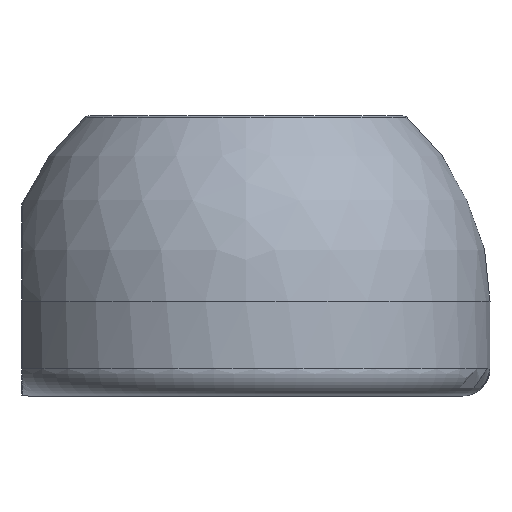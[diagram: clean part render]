
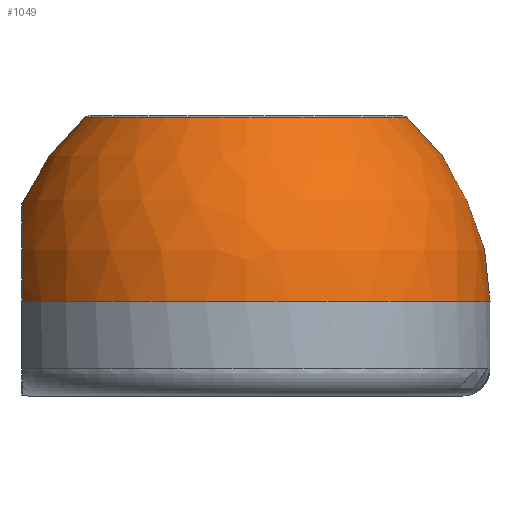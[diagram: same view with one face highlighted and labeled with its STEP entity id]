
A CAD part, left-side view. The second image highlights one B-rep face of the part: STEP entity #1049.
In plain terms, the highlighted spherical face has radius 18 mm.
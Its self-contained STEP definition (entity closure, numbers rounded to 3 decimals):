
#18=SPHERICAL_SURFACE('',#1156,18.);
#250=FACE_OUTER_BOUND('',#307,.T.);
#307=EDGE_LOOP('',(#830,#831,#832,#833,#834,#835,#836,#837,#838));
#354=CIRCLE('',#1099,7.194);
#355=CIRCLE('',#1101,18.);
#356=CIRCLE('',#1102,18.);
#358=CIRCLE('',#1105,9.152);
#374=CIRCLE('',#1134,18.);
#385=CIRCLE('',#1153,11.884);
#387=CIRCLE('',#1155,11.884);
#388=CIRCLE('',#1157,18.);
#437=VERTEX_POINT('',#1634);
#438=VERTEX_POINT('',#1636);
#441=VERTEX_POINT('',#1644);
#442=VERTEX_POINT('',#1646);
#449=VERTEX_POINT('',#1662);
#480=VERTEX_POINT('',#1768);
#481=VERTEX_POINT('',#1769);
#543=EDGE_CURVE('',#438,#437,#354,.T.);
#548=EDGE_CURVE('',#442,#441,#355,.T.);
#549=EDGE_CURVE('',#437,#442,#356,.T.);
#557=EDGE_CURVE('',#441,#449,#358,.T.);
#597=EDGE_CURVE('',#449,#438,#374,.T.);
#610=EDGE_CURVE('',#480,#481,#385,.T.);
#612=EDGE_CURVE('',#481,#480,#387,.T.);
#613=EDGE_CURVE('',#480,#442,#388,.T.);
#830=ORIENTED_EDGE('',*,*,#610,.F.);
#831=ORIENTED_EDGE('',*,*,#613,.T.);
#832=ORIENTED_EDGE('',*,*,#548,.T.);
#833=ORIENTED_EDGE('',*,*,#557,.T.);
#834=ORIENTED_EDGE('',*,*,#597,.T.);
#835=ORIENTED_EDGE('',*,*,#543,.T.);
#836=ORIENTED_EDGE('',*,*,#549,.T.);
#837=ORIENTED_EDGE('',*,*,#613,.F.);
#838=ORIENTED_EDGE('',*,*,#612,.F.);
#1049=ADVANCED_FACE('',(#250),#18,.T.);
#1099=AXIS2_PLACEMENT_3D('',#1637,#1241,#1242);
#1101=AXIS2_PLACEMENT_3D('',#1647,#1249,#1250);
#1102=AXIS2_PLACEMENT_3D('',#1648,#1251,#1252);
#1105=AXIS2_PLACEMENT_3D('',#1664,#1263,#1264);
#1134=AXIS2_PLACEMENT_3D('',#1743,#1345,#1346);
#1153=AXIS2_PLACEMENT_3D('',#1770,#1385,#1386);
#1155=AXIS2_PLACEMENT_3D('',#1772,#1389,#1390);
#1156=AXIS2_PLACEMENT_3D('',#1773,#1391,#1392);
#1157=AXIS2_PLACEMENT_3D('',#1774,#1393,#1394);
#1241=DIRECTION('center_axis',(0.,-1.,0.));
#1242=DIRECTION('ref_axis',(0.,0.,1.));
#1249=DIRECTION('center_axis',(0.,0.,1.));
#1250=DIRECTION('ref_axis',(1.,0.,0.));
#1251=DIRECTION('center_axis',(0.,0.,1.));
#1252=DIRECTION('ref_axis',(1.,0.,0.));
#1263=DIRECTION('center_axis',(-1.,0.,0.));
#1264=DIRECTION('ref_axis',(0.,0.,-1.));
#1345=DIRECTION('center_axis',(0.,0.,1.));
#1346=DIRECTION('ref_axis',(1.,0.,0.));
#1385=DIRECTION('center_axis',(0.,0.,1.));
#1386=DIRECTION('ref_axis',(1.,0.,0.));
#1389=DIRECTION('center_axis',(0.,0.,1.));
#1390=DIRECTION('ref_axis',(1.,0.,0.));
#1391=DIRECTION('center_axis',(0.,0.,1.));
#1392=DIRECTION('ref_axis',(1.,0.,0.));
#1393=DIRECTION('center_axis',(0.,-1.,0.));
#1394=DIRECTION('ref_axis',(-1.,0.,0.));
#1634=CARTESIAN_POINT('',(-97.194,41.5,6.));
#1636=CARTESIAN_POINT('',(-82.806,41.5,6.));
#1637=CARTESIAN_POINT('Origin',(-90.,41.5,6.));
#1644=CARTESIAN_POINT('',(-74.5,15.848,6.));
#1646=CARTESIAN_POINT('',(-108.,25.,6.));
#1647=CARTESIAN_POINT('Origin',(-90.,25.,6.));
#1648=CARTESIAN_POINT('Origin',(-90.,25.,6.));
#1662=CARTESIAN_POINT('',(-74.5,34.152,6.));
#1664=CARTESIAN_POINT('Origin',(-74.5,25.,6.));
#1743=CARTESIAN_POINT('Origin',(-90.,25.,6.));
#1768=CARTESIAN_POINT('',(-101.884,25.,19.519));
#1769=CARTESIAN_POINT('',(-78.116,25.,19.519));
#1770=CARTESIAN_POINT('Origin',(-90.,25.,19.519));
#1772=CARTESIAN_POINT('Origin',(-90.,25.,19.519));
#1773=CARTESIAN_POINT('Origin',(-90.,25.,6.));
#1774=CARTESIAN_POINT('Origin',(-90.,25.,6.));
